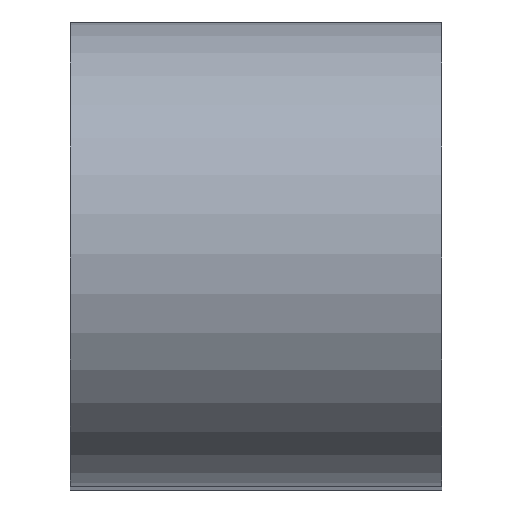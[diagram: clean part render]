
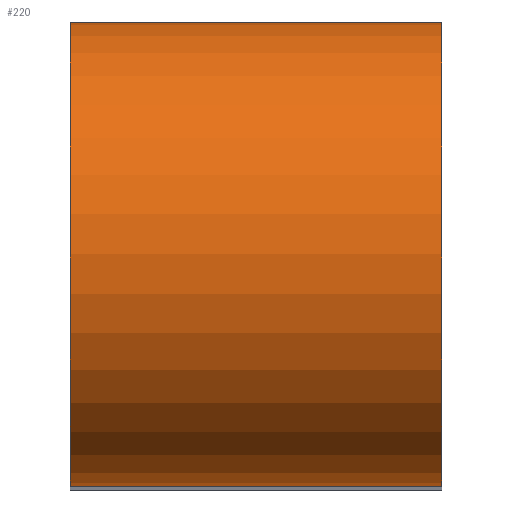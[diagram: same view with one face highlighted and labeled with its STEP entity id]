
A CAD part, top view. The second image highlights one B-rep face of the part: STEP entity #220.
In plain terms, the highlighted cylindrical face has radius 5 mm (diameter 10 mm), a partial arc.
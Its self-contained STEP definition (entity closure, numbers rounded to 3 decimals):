
#21=CYLINDRICAL_SURFACE('',#260,5.);
#41=FACE_OUTER_BOUND('',#59,.T.);
#59=EDGE_LOOP('',(#192,#193,#194,#195));
#65=CIRCLE('',#238,5.);
#77=CIRCLE('',#261,5.);
#82=LINE('',#353,#95);
#89=LINE('',#386,#102);
#95=VECTOR('',#283,10.);
#102=VECTOR('',#324,10.);
#104=VERTEX_POINT('',#334);
#107=VERTEX_POINT('',#339);
#112=VERTEX_POINT('',#351);
#121=VERTEX_POINT('',#385);
#125=EDGE_CURVE('',#107,#104,#65,.T.);
#131=EDGE_CURVE('',#112,#107,#82,.T.);
#146=EDGE_CURVE('',#121,#104,#89,.T.);
#148=EDGE_CURVE('',#112,#121,#77,.T.);
#192=ORIENTED_EDGE('',*,*,#148,.T.);
#193=ORIENTED_EDGE('',*,*,#146,.T.);
#194=ORIENTED_EDGE('',*,*,#125,.F.);
#195=ORIENTED_EDGE('',*,*,#131,.F.);
#220=ADVANCED_FACE('',(#41),#21,.T.);
#238=AXIS2_PLACEMENT_3D('',#341,#271,#272);
#260=AXIS2_PLACEMENT_3D('',#388,#326,#327);
#261=AXIS2_PLACEMENT_3D('',#389,#328,#329);
#271=DIRECTION('center_axis',(1.,0.,0.));
#272=DIRECTION('ref_axis',(0.,1.,0.));
#283=DIRECTION('',(1.,0.,0.));
#324=DIRECTION('',(1.,0.,0.));
#326=DIRECTION('center_axis',(1.,0.,0.));
#327=DIRECTION('ref_axis',(0.,1.,0.));
#328=DIRECTION('center_axis',(1.,0.,0.));
#329=DIRECTION('ref_axis',(0.,1.,0.));
#334=CARTESIAN_POINT('',(8.,-5.,20.));
#339=CARTESIAN_POINT('',(8.,5.,20.));
#341=CARTESIAN_POINT('Origin',(8.,0.,20.));
#351=CARTESIAN_POINT('',(0.,5.,20.));
#353=CARTESIAN_POINT('',(0.,5.,20.));
#385=CARTESIAN_POINT('',(0.,-5.,20.));
#386=CARTESIAN_POINT('',(0.,-5.,20.));
#388=CARTESIAN_POINT('Origin',(0.,0.,20.));
#389=CARTESIAN_POINT('Origin',(0.,0.,20.));
